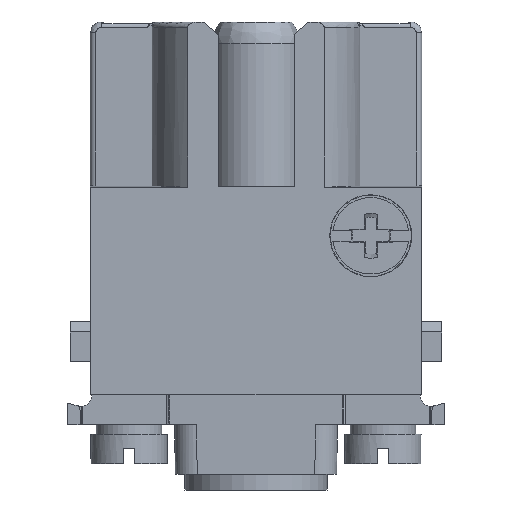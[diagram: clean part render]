
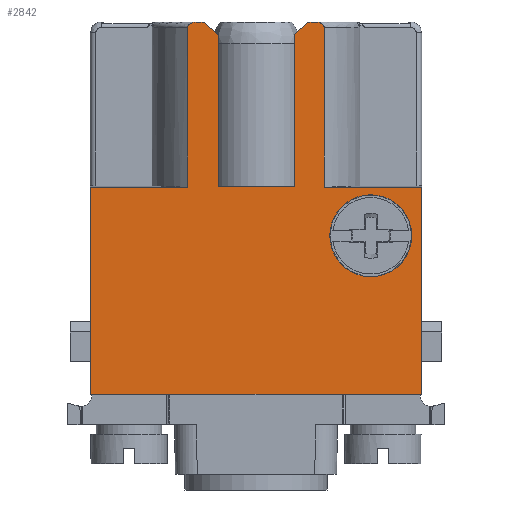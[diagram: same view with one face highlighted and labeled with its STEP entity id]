
A CAD part, left-side view. The second image highlights one B-rep face of the part: STEP entity #2842.
In plain terms, the highlighted planar face has unit normal (-1, 0, 0).
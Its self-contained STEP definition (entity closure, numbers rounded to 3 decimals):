
#821=B_SPLINE_CURVE_WITH_KNOTS('',3,(#11134,#11135,#11136,#11137),
 .UNSPECIFIED.,.F.,.F.,(4,4),(0.,1.),.UNSPECIFIED.);
#824=B_SPLINE_CURVE_WITH_KNOTS('',3,(#11149,#11150,#11151,#11152),
 .UNSPECIFIED.,.F.,.F.,(4,4),(0.,1.),.UNSPECIFIED.);
#884=B_SPLINE_CURVE_WITH_KNOTS('',3,(#12403,#12404,#12405,#12406,#12407,
#12408,#12409,#12410,#12411,#12412,#12413,#12414,#12415,#12416,#12417,#12418),
 .UNSPECIFIED.,.F.,.F.,(4,3,3,3,3,4),(0.,0.122,0.243,
0.374,0.619,1.),.UNSPECIFIED.);
#886=B_SPLINE_CURVE_WITH_KNOTS('',3,(#12448,#12449,#12450,#12451,#12452,
#12453,#12454,#12455,#12456,#12457,#12458,#12459,#12460,#12461,#12462,#12463),
 .UNSPECIFIED.,.F.,.F.,(4,3,3,3,3,4),(0.,0.427,0.626,
0.78,0.903,1.),.UNSPECIFIED.);
#1035=PLANE('',#7747);
#1631=LINE('',#10662,#2194);
#1641=LINE('',#10687,#2204);
#1644=LINE('',#10828,#2207);
#1661=LINE('',#11001,#2224);
#1665=LINE('',#11012,#2228);
#1681=LINE('',#11057,#2244);
#1708=LINE('',#11123,#2271);
#1809=LINE('',#12080,#2372);
#1819=LINE('',#12481,#2382);
#1821=LINE('',#12487,#2384);
#1823=LINE('',#12498,#2386);
#1825=LINE('',#12504,#2388);
#1832=LINE('',#12522,#2395);
#1833=LINE('',#12524,#2396);
#2194=VECTOR('',#8349,1.);
#2204=VECTOR('',#8367,1.);
#2207=VECTOR('',#8388,1.);
#2224=VECTOR('',#8431,1.);
#2228=VECTOR('',#8441,1.);
#2244=VECTOR('',#8473,1.);
#2271=VECTOR('',#8528,1.);
#2372=VECTOR('',#8927,1.);
#2382=VECTOR('',#9015,1.);
#2384=VECTOR('',#9021,1.);
#2386=VECTOR('',#9025,1.);
#2388=VECTOR('',#9031,1.);
#2395=VECTOR('',#9054,1.);
#2396=VECTOR('',#9057,1.);
#2842=ADVANCED_FACE('',(#3109,#3110),#1035,.T.);
#3109=FACE_BOUND('',#3407,.T.);
#3110=FACE_BOUND('',#3408,.T.);
#3407=EDGE_LOOP('',(#4819));
#3408=EDGE_LOOP('',(#4820,#4821,#4822,#4823,#4824,#4825,#4826,#4827,#4828,
#4829,#4830,#4831,#4832,#4833,#4834,#4835,#4836,#4837));
#4819=ORIENTED_EDGE('',*,*,#6783,.F.);
#4820=ORIENTED_EDGE('',*,*,#6791,.F.);
#4821=ORIENTED_EDGE('',*,*,#6761,.T.);
#4822=ORIENTED_EDGE('',*,*,#6411,.F.);
#4823=ORIENTED_EDGE('',*,*,#6511,.T.);
#4824=ORIENTED_EDGE('',*,*,#6779,.T.);
#4825=ORIENTED_EDGE('',*,*,#6503,.F.);
#4826=ORIENTED_EDGE('',*,*,#6790,.F.);
#4827=ORIENTED_EDGE('',*,*,#6508,.T.);
#4828=ORIENTED_EDGE('',*,*,#6393,.T.);
#4829=ORIENTED_EDGE('',*,*,#6764,.T.);
#4830=ORIENTED_EDGE('',*,*,#6776,.T.);
#4831=ORIENTED_EDGE('',*,*,#6773,.F.);
#4832=ORIENTED_EDGE('',*,*,#6450,.F.);
#4833=ORIENTED_EDGE('',*,*,#6381,.T.);
#4834=ORIENTED_EDGE('',*,*,#6725,.T.);
#4835=ORIENTED_EDGE('',*,*,#6444,.T.);
#4836=ORIENTED_EDGE('',*,*,#6471,.F.);
#4837=ORIENTED_EDGE('',*,*,#6782,.F.);
#5549=VERTEX_POINT('',#9944);
#5566=VERTEX_POINT('',#10134);
#5706=VERTEX_POINT('',#10663);
#5716=VERTEX_POINT('',#10686);
#5717=VERTEX_POINT('',#10688);
#5728=VERTEX_POINT('',#10827);
#5729=VERTEX_POINT('',#10829);
#5754=VERTEX_POINT('',#11000);
#5759=VERTEX_POINT('',#11013);
#5776=VERTEX_POINT('',#11058);
#5796=VERTEX_POINT('',#11122);
#5797=VERTEX_POINT('',#11124);
#5798=VERTEX_POINT('',#11138);
#5799=VERTEX_POINT('',#11148);
#5934=VERTEX_POINT('',#12377);
#5936=VERTEX_POINT('',#12447);
#5942=VERTEX_POINT('',#12482);
#5946=VERTEX_POINT('',#12503);
#5947=VERTEX_POINT('',#12507);
#6381=EDGE_CURVE('',#5706,#5566,#1631,.T.);
#6393=EDGE_CURVE('',#5717,#5716,#1641,.T.);
#6411=EDGE_CURVE('',#5728,#5729,#1644,.T.);
#6444=EDGE_CURVE('',#5549,#5754,#1661,.T.);
#6450=EDGE_CURVE('',#5706,#5759,#1665,.T.);
#6471=EDGE_CURVE('',#5776,#5754,#1681,.T.);
#6503=EDGE_CURVE('',#5796,#5797,#1708,.T.);
#6508=EDGE_CURVE('',#5798,#5717,#821,.T.);
#6511=EDGE_CURVE('',#5728,#5799,#824,.T.);
#6725=EDGE_CURVE('',#5566,#5549,#1809,.T.);
#6761=EDGE_CURVE('',#5934,#5729,#884,.T.);
#6764=EDGE_CURVE('',#5716,#5936,#886,.T.);
#6773=EDGE_CURVE('',#5759,#5942,#1819,.T.);
#6776=EDGE_CURVE('',#5936,#5942,#1821,.T.);
#6779=EDGE_CURVE('',#5799,#5797,#1823,.T.);
#6782=EDGE_CURVE('',#5946,#5776,#1825,.T.);
#6783=EDGE_CURVE('',#5947,#5947,#7209,.T.);
#6790=EDGE_CURVE('',#5798,#5796,#1832,.T.);
#6791=EDGE_CURVE('',#5934,#5946,#1833,.T.);
#7209=CIRCLE('',#7738,3.75);
#7738=AXIS2_PLACEMENT_3D('',#12506,#9034,#9035);
#7747=AXIS2_PLACEMENT_3D('',#12535,#9061,#9062);
#8349=DIRECTION('',(0.,-1.,0.));
#8367=DIRECTION('',(0.,1.,0.));
#8388=DIRECTION('',(0.,-1.,0.));
#8431=DIRECTION('',(0.,-1.,0.));
#8441=DIRECTION('',(0.,0.,1.));
#8473=DIRECTION('',(0.,0.,-1.));
#8528=DIRECTION('',(0.,-1.,0.));
#8927=DIRECTION('',(0.,-1.,0.));
#9015=DIRECTION('',(0.,-1.,0.));
#9021=DIRECTION('',(0.,0.,-1.));
#9025=DIRECTION('',(0.,0.,-1.));
#9031=DIRECTION('',(0.,-1.,0.));
#9034=DIRECTION('',(-1.,0.,0.));
#9035=DIRECTION('',(0.,-1.,0.));
#9054=DIRECTION('',(0.,0.,-1.));
#9057=DIRECTION('',(0.,0.,-1.));
#9061=DIRECTION('',(-1.,0.,0.));
#9062=DIRECTION('',(0.,1.,0.));
#9944=CARTESIAN_POINT('',(-7.3,-7.89,-3.));
#10134=CARTESIAN_POINT('',(-7.3,7.89,-3.));
#10662=CARTESIAN_POINT('',(-7.3,15.15,-3.));
#10663=CARTESIAN_POINT('',(-7.3,15.15,-3.));
#10686=CARTESIAN_POINT('',(-7.3,5.433,31.05));
#10687=CARTESIAN_POINT('',(-7.3,3.452,31.05));
#10688=CARTESIAN_POINT('',(-7.3,4.833,31.05));
#10827=CARTESIAN_POINT('',(-7.3,-4.833,31.05));
#10828=CARTESIAN_POINT('',(-7.3,-3.548,31.05));
#10829=CARTESIAN_POINT('',(-7.3,-5.433,31.05));
#11000=CARTESIAN_POINT('',(-7.3,-15.15,-3.));
#11001=CARTESIAN_POINT('',(-7.3,15.15,-3.));
#11012=CARTESIAN_POINT('',(-7.3,15.15,-3.));
#11013=CARTESIAN_POINT('',(-7.3,15.15,15.949));
#11057=CARTESIAN_POINT('',(-7.3,-15.15,-3.));
#11058=CARTESIAN_POINT('',(-7.3,-15.15,15.949));
#11122=CARTESIAN_POINT('',(-7.3,3.452,16.05));
#11123=CARTESIAN_POINT('',(-7.3,0.,16.05));
#11124=CARTESIAN_POINT('',(-7.3,-3.548,16.05));
#11134=CARTESIAN_POINT('',(-7.3,3.452,29.873));
#11135=CARTESIAN_POINT('',(-7.3,3.939,30.234));
#11136=CARTESIAN_POINT('',(-7.3,4.395,30.631));
#11137=CARTESIAN_POINT('',(-7.3,4.833,31.05));
#11138=CARTESIAN_POINT('',(-7.3,3.452,29.873));
#11148=CARTESIAN_POINT('',(-7.3,-3.548,29.945));
#11149=CARTESIAN_POINT('',(-7.3,-4.833,31.05));
#11150=CARTESIAN_POINT('',(-7.3,-4.424,30.659));
#11151=CARTESIAN_POINT('',(-7.3,-3.999,30.286));
#11152=CARTESIAN_POINT('',(-7.3,-3.548,29.945));
#12080=CARTESIAN_POINT('',(-7.3,0.,-3.));
#12377=CARTESIAN_POINT('',(-7.3,-6.235,30.55));
#12403=CARTESIAN_POINT('',(-7.3,-6.235,30.55));
#12404=CARTESIAN_POINT('',(-7.3,-6.235,30.592));
#12405=CARTESIAN_POINT('',(-7.3,-6.226,30.635));
#12406=CARTESIAN_POINT('',(-7.3,-6.211,30.674));
#12407=CARTESIAN_POINT('',(-7.3,-6.195,30.713));
#12408=CARTESIAN_POINT('',(-7.3,-6.173,30.749));
#12409=CARTESIAN_POINT('',(-7.3,-6.147,30.782));
#12410=CARTESIAN_POINT('',(-7.3,-6.118,30.817));
#12411=CARTESIAN_POINT('',(-7.3,-6.084,30.848));
#12412=CARTESIAN_POINT('',(-7.3,-6.047,30.876));
#12413=CARTESIAN_POINT('',(-7.3,-5.979,30.926));
#12414=CARTESIAN_POINT('',(-7.3,-5.901,30.964));
#12415=CARTESIAN_POINT('',(-7.3,-5.821,30.99));
#12416=CARTESIAN_POINT('',(-7.3,-5.697,31.032));
#12417=CARTESIAN_POINT('',(-7.3,-5.564,31.05));
#12418=CARTESIAN_POINT('',(-7.3,-5.433,31.05));
#12447=CARTESIAN_POINT('',(-7.3,6.235,30.55));
#12448=CARTESIAN_POINT('',(-7.3,5.433,31.05));
#12449=CARTESIAN_POINT('',(-7.3,5.579,31.05));
#12450=CARTESIAN_POINT('',(-7.3,5.729,31.028));
#12451=CARTESIAN_POINT('',(-7.3,5.865,30.974));
#12452=CARTESIAN_POINT('',(-7.3,5.929,30.949));
#12453=CARTESIAN_POINT('',(-7.3,5.992,30.917));
#12454=CARTESIAN_POINT('',(-7.3,6.047,30.876));
#12455=CARTESIAN_POINT('',(-7.3,6.09,30.844));
#12456=CARTESIAN_POINT('',(-7.3,6.129,30.806));
#12457=CARTESIAN_POINT('',(-7.3,6.161,30.763));
#12458=CARTESIAN_POINT('',(-7.3,6.186,30.729));
#12459=CARTESIAN_POINT('',(-7.3,6.206,30.69));
#12460=CARTESIAN_POINT('',(-7.3,6.219,30.65));
#12461=CARTESIAN_POINT('',(-7.3,6.229,30.618));
#12462=CARTESIAN_POINT('',(-7.3,6.235,30.584));
#12463=CARTESIAN_POINT('',(-7.3,6.235,30.55));
#12481=CARTESIAN_POINT('',(-7.3,15.15,15.949));
#12482=CARTESIAN_POINT('',(-7.3,6.235,15.949));
#12487=CARTESIAN_POINT('',(-7.3,6.235,23.247));
#12498=CARTESIAN_POINT('',(-7.3,-3.548,16.05));
#12503=CARTESIAN_POINT('',(-7.3,-6.235,15.949));
#12504=CARTESIAN_POINT('',(-7.3,-12.316,15.949));
#12506=CARTESIAN_POINT('',(-7.3,-10.5,11.5));
#12507=CARTESIAN_POINT('',(-7.3,-14.25,11.5));
#12522=CARTESIAN_POINT('',(-7.3,3.452,-3.));
#12524=CARTESIAN_POINT('',(-7.3,-6.235,23.371));
#12535=CARTESIAN_POINT('',(-7.3,15.15,-3.));
